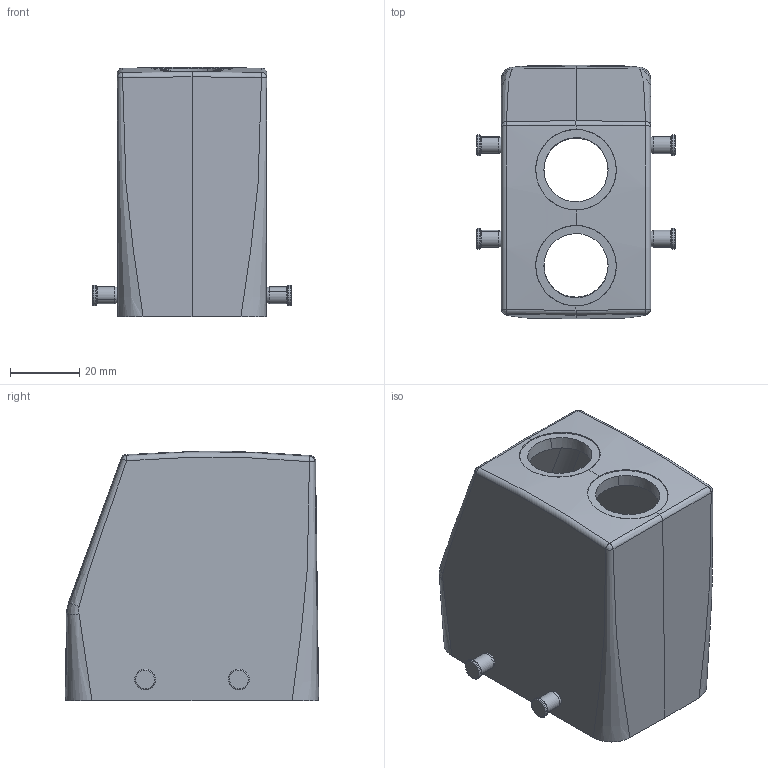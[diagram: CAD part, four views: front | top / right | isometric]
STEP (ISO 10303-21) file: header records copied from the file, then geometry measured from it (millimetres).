
FILE_DESCRIPTION(('CATIA V5 STEP Exchange','CAx-IF Rec.Pracs.--- Model Styling and Organization---1.4--- 2014-01-23'),'2;1');
FILE_NAME ('304639-2_2', '2021-12-07T08:45:23+00:00', ('none'), ('Weidmueller'), 'CATIA Version 5-6 Release 2016 SP3 HF44', 'CATIA V5 STEP AP214', 'none');
FILE_SCHEMA(('AUTOMOTIVE_DESIGN { 1 0 10303 214 1 1 1 1 }'));
Length unit declared in the file: millimetre
Products named in the file (1): 1336600000
Bounding box: 57.1 x 73 x 72 mm (x, y, z)
Volume: 66272 mm3; surface area: 33568.9 mm2
Topology: 1 solids, 1 shells, 1501 faces, 4354 edges, 2700 vertices
Faces by surface type: plane 848, cylinder 543, cone 68, torus 26, bspline 16
Entity records: 46543 total; most frequent: CARTESIAN_POINT 9980, ORIENTED_EDGE 8676, DIRECTION 5797, EDGE_CURVE 4338, AXIS2_PLACEMENT_3D 2907, VERTEX_POINT 2700, CIRCLE 2118, VECTOR 2103
